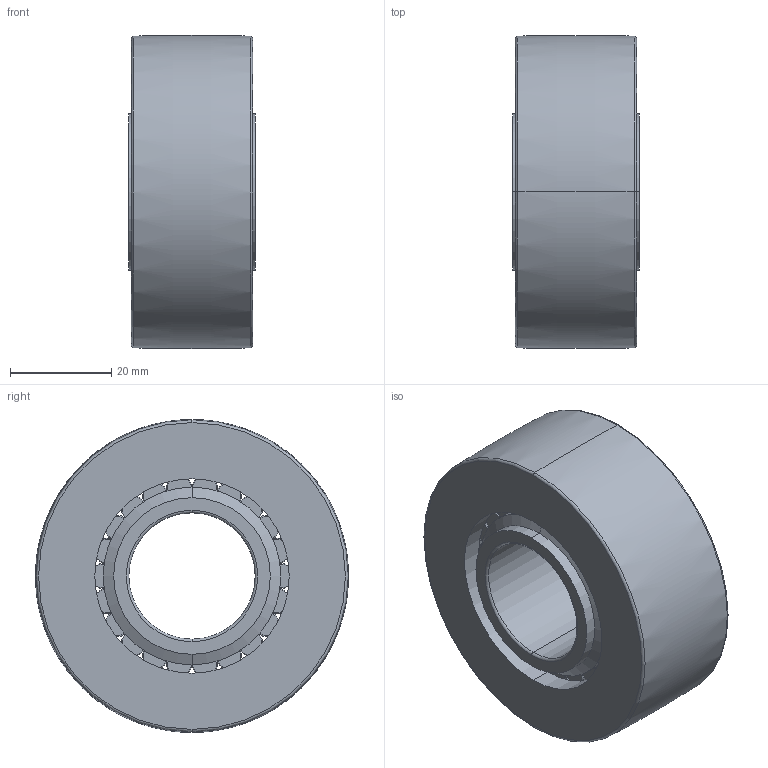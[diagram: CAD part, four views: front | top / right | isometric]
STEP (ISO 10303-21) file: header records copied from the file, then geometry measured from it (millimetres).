
FILE_DESCRIPTION (( 'STEP AP203' ), '1' );
FILE_NAME ('NUTR_2562_A.STEP', '2025-06-06T09:45:42', ( '' ), ( '' ), 'SwSTEP 2.0', 'SolidWorks 2024', '' );
FILE_SCHEMA (( 'CONFIG_CONTROL_DESIGN' ));
Length unit declared in the file: millimetre
Products named in the file (5): NUTR_2562_A; NUTR_2562_A_PART1; NUTR_2562_A_PART3; NUTR_2562_A_PART2; NUTR_2562_A_PART4
Assembly tree (46 placements, depth 2):
  NUTR_2562_A
    NUTR_2562_A_PART1
    NUTR_2562_A_PART2
    NUTR_2562_A_PART3  x22
    NUTR_2562_A_PART4  x22
Bounding box: 25 x 61.96 x 61.97 mm (x, y, z)
Volume: 56235.6 mm3; surface area: 24278.3 mm2
Topology: 46 solids, 46 shells, 392 faces, 696 edges, 400 vertices
Faces by surface type: torus 186, cylinder 106, plane 96, cone 4
Entity records: 3317 total; most frequent: DIRECTION 400, CARTESIAN_POINT 277, ORIENTED_EDGE 216, AXIS2_PLACEMENT_3D 187, COORDINATED_UNIVERSAL_TIME_OFFSET 117, DATE_AND_TIME 117, CALENDAR_DATE 117, LOCAL_TIME 117
